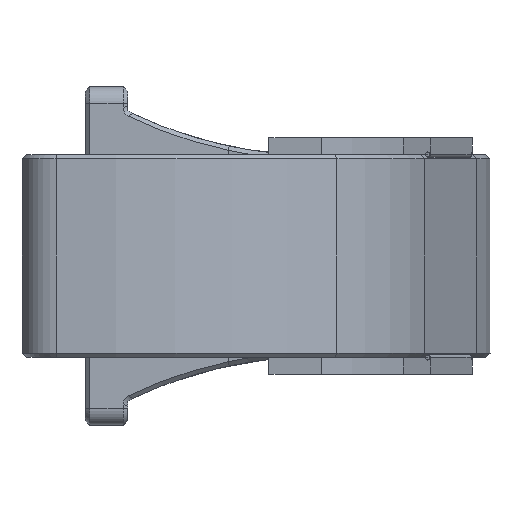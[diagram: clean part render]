
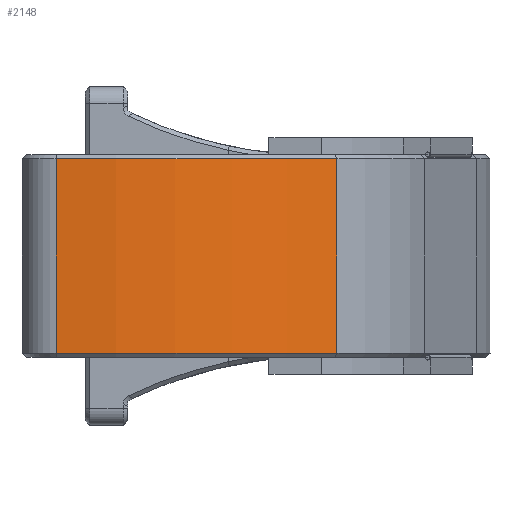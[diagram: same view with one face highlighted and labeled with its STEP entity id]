
A CAD part, left-side view. The second image highlights one B-rep face of the part: STEP entity #2148.
In plain terms, the highlighted free-form (B-spline) face has degree [8, 1] with [9, 2] control points.
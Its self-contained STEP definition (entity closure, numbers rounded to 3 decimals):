
#2148 = ADVANCED_FACE('',(#2149),#2185,.T.);
#2149 = FACE_BOUND('',#2150,.T.);
#2150 = EDGE_LOOP('',(#2151,#2161,#2170,#2178));
#2151 = ORIENTED_EDGE('',*,*,#2152,.T.);
#2152 = EDGE_CURVE('',#2153,#2155,#2157,.T.);
#2153 = VERTEX_POINT('',#2154);
#2154 = CARTESIAN_POINT('',(-37.671,-32.752,-11.5));
#2155 = VERTEX_POINT('',#2156);
#2156 = CARTESIAN_POINT('',(-37.671,-32.752,11.5));
#2157 = LINE('',#2158,#2159);
#2158 = CARTESIAN_POINT('',(-37.671,-32.752,
    -11.5));
#2159 = VECTOR('',#2160,1.);
#2160 = DIRECTION('',(0.,0.,1.));
#2161 = ORIENTED_EDGE('',*,*,#2162,.T.);
#2162 = EDGE_CURVE('',#2155,#2163,#2165,.T.);
#2163 = VERTEX_POINT('',#2164);
#2164 = CARTESIAN_POINT('',(-46.982,0.451,11.5));
#2165 = CIRCLE('',#2166,47.22);
#2166 = AXIS2_PLACEMENT_3D('',#2167,#2168,#2169);
#2167 = CARTESIAN_POINT('',(0.,-4.28,11.5));
#2168 = DIRECTION('',(0.,0.,-1.));
#2169 = DIRECTION('',(-0.798,-0.603,-0.));
#2170 = ORIENTED_EDGE('',*,*,#2171,.F.);
#2171 = EDGE_CURVE('',#2172,#2163,#2174,.T.);
#2172 = VERTEX_POINT('',#2173);
#2173 = CARTESIAN_POINT('',(-46.982,0.451,-11.5));
#2174 = LINE('',#2175,#2176);
#2175 = CARTESIAN_POINT('',(-46.982,0.451,
    -11.5));
#2176 = VECTOR('',#2177,1.);
#2177 = DIRECTION('',(0.,0.,1.));
#2178 = ORIENTED_EDGE('',*,*,#2179,.T.);
#2179 = EDGE_CURVE('',#2172,#2153,#2180,.T.);
#2180 = CIRCLE('',#2181,47.22);
#2181 = AXIS2_PLACEMENT_3D('',#2182,#2183,#2184);
#2182 = CARTESIAN_POINT('',(0.,-4.28,-11.5));
#2183 = DIRECTION('',(0.,0.,1.));
#2184 = DIRECTION('',(-0.995,0.1,0.));
#2185 = B_SPLINE_SURFACE_WITH_KNOTS('',8,1,(
    (#2186,#2187)
    ,(#2188,#2189)
    ,(#2190,#2191)
    ,(#2192,#2193)
    ,(#2194,#2195)
    ,(#2196,#2197)
    ,(#2198,#2199)
    ,(#2200,#2201)
    ,(#2202,#2203
    )),.UNSPECIFIED.,.F.,.F.,.F.,(9,9),(2,2),(2.98,
    6.155),(-3.015,27.015),
  .PIECEWISE_BEZIER_KNOTS.);
#2186 = CARTESIAN_POINT('',(-46.606,3.309,
    -15.015));
#2187 = CARTESIAN_POINT('',(-46.606,3.309,
    15.015));
#2188 = CARTESIAN_POINT('',(-49.618,-15.186,
    -15.015));
#2189 = CARTESIAN_POINT('',(-49.618,-15.186,
    15.015));
#2190 = CARTESIAN_POINT('',(-44.242,-35.046,
    -15.015));
#2191 = CARTESIAN_POINT('',(-44.242,-35.046,
    15.015));
#2192 = CARTESIAN_POINT('',(-29.766,-51.832,
    -15.015));
#2193 = CARTESIAN_POINT('',(-29.766,-51.832,
    15.015));
#2194 = CARTESIAN_POINT('',(-8.222,-60.665,
    -15.015));
#2195 = CARTESIAN_POINT('',(-8.222,-60.665,
    15.015));
#2196 = CARTESIAN_POINT('',(14.932,-58.354,
    -15.015));
#2197 = CARTESIAN_POINT('',(14.932,-58.354,
    15.015));
#2198 = CARTESIAN_POINT('',(33.606,-46.405,
    -15.015));
#2199 = CARTESIAN_POINT('',(33.606,-46.405,
    15.015));
#2200 = CARTESIAN_POINT('',(44.433,-28.908,
    -15.015));
#2201 = CARTESIAN_POINT('',(44.433,-28.908,
    15.015));
#2202 = CARTESIAN_POINT('',(46.832,-10.324,
    -15.015));
#2203 = CARTESIAN_POINT('',(46.832,-10.324,
    15.015));
